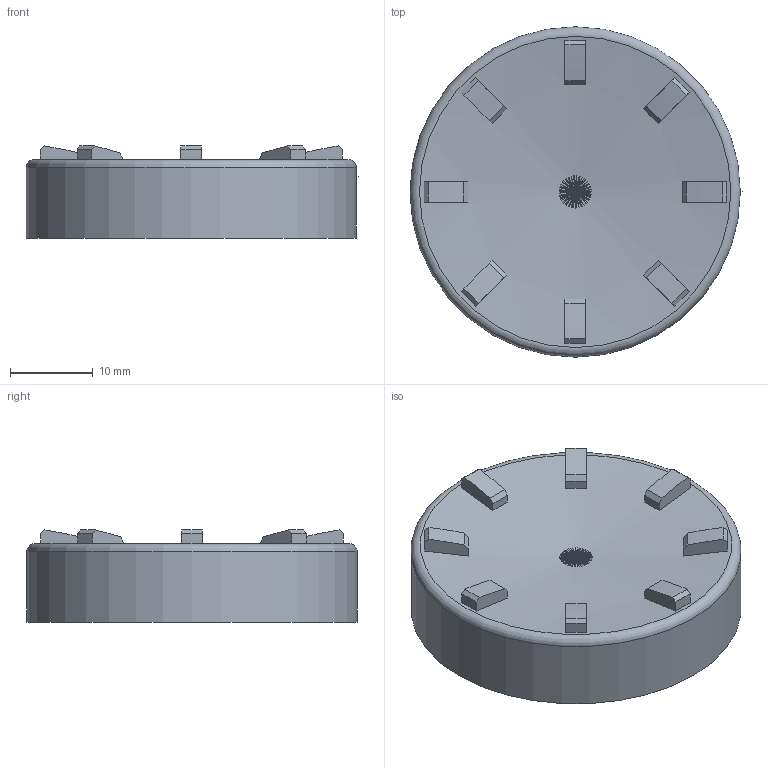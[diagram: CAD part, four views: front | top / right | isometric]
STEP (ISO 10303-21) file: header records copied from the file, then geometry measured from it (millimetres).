
FILE_DESCRIPTION(/* description */ ('STEP AP242','CAx-IF Rec.Pracs.---Representation and Presentation of Product Manufacturing Information (PMI)---4.0---2014-10-13','CAx-IF Rec.Pracs.---3D Tessellated Geometry---0.4---2014-09-14','2;1','CAx-IF Rec.Pracs.---User Defined Attributes---1.5---2016-08-15'),/* implementation_level */ '2;1');
FILE_NAME(/* name */ '69069f1cd8837ef86eae9ea6',/* time_stamp */ '2025-11-02T00:00:28Z',/* author */ (''),/* organization */ (''),/* preprocessor_version */ 'ST-DEVELOPER v20',/* originating_system */ 'ONSHAPE BY PTC INC, 1.206',/* authorisation */ ' ');
FILE_SCHEMA (('AP242_MANAGED_MODEL_BASED_3D_ENGINEERING_MIM_LF { 1 0 10303 442 1 1 4 }'));
Length unit declared in the file: metre
Products named in the file (1): Dial
Bounding box: 40.2 x 40 x 11.15 mm (x, y, z)
Volume: 11999.1 mm3; surface area: 5269.2 mm2
Topology: 1 solids, 1 shells, 65 faces, 165 edges, 110 vertices
Faces by surface type: plane 52, cylinder 10, torus 2, cone 1
Full cylindrical faces by diameter (mm): 6.05 x1, 40 x1
Entity records: 1930 total; most frequent: CARTESIAN_POINT 423, ORIENTED_EDGE 310, DIRECTION 278, EDGE_CURVE 155, VERTEX_POINT 106, LINE 100, VECTOR 100, AXIS2_PLACEMENT_3D 89
